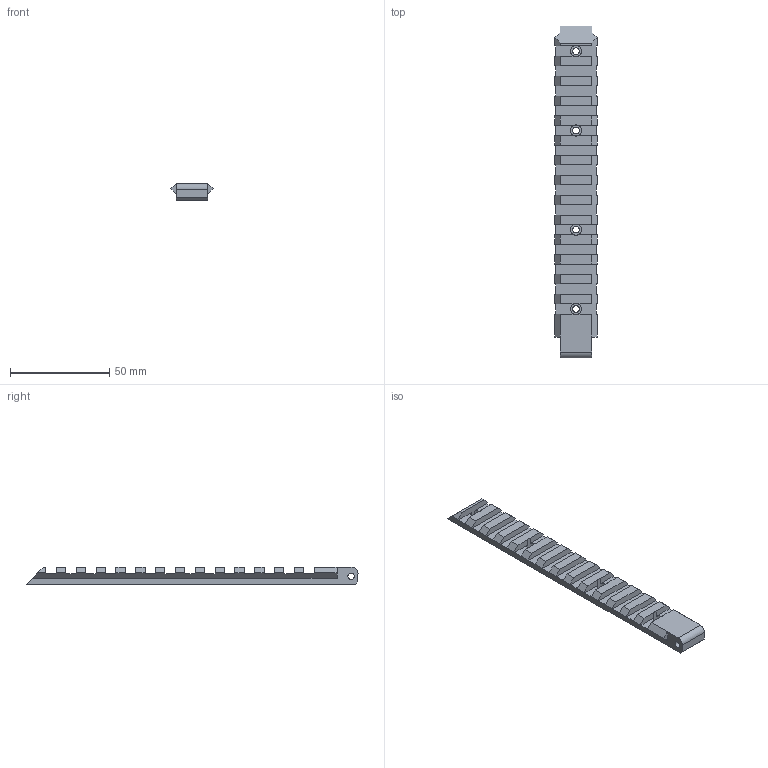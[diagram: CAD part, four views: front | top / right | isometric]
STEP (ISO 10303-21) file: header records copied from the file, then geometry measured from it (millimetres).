
FILE_DESCRIPTION(/* description */ (''),/* implementation_level */ '2;1');
FILE_NAME(/* name */ '9_Top_Rail.step',/* time_stamp */ '2023-08-25T22:08:32+01:00',/* author */ (''),/* organization */ (''),/* preprocessor_version */ 'ST-DEVELOPER v20',/* originating_system */ 'Autodesk Translation Framework v12.9.0.99',/* authorisation */ '');
FILE_SCHEMA (('AUTOMOTIVE_DESIGN { 1 0 10303 214 3 1 1 }'));
Length unit declared in the file: millimetre
Products named in the file (1): 9. Top Rail
Bounding box: 21.3 x 167.43 x 8.66 mm (x, y, z)
Volume: 19451 mm3; surface area: 10762.1 mm2
Topology: 1 solids, 1 shells, 122 faces, 358 edges, 238 vertices
Faces by surface type: plane 112, cylinder 10
Full cylindrical faces by diameter (mm): 3.2 x1, 3.3 x4, 5.6 x3
Entity records: 4060 total; most frequent: CARTESIAN_POINT 719, ORIENTED_EDGE 716, DIRECTION 638, EDGE_CURVE 358, LINE 324, VECTOR 324, VERTEX_POINT 238, AXIS2_PLACEMENT_3D 157
